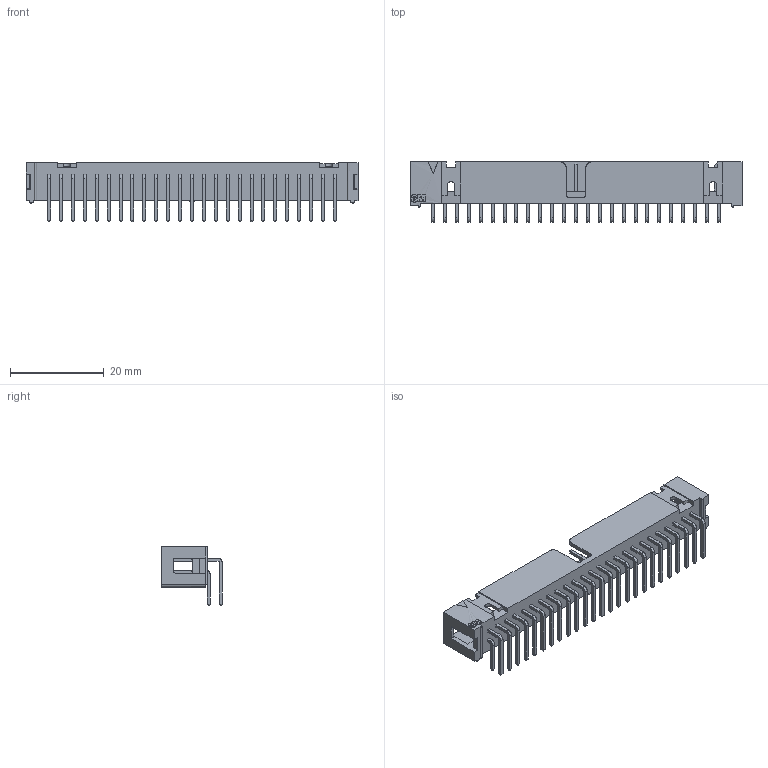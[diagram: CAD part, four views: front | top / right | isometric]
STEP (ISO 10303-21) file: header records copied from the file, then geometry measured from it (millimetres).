
FILE_DESCRIPTION((''),'2;1');
FILE_NAME('3M_N2550-5002RB.stp','2011-03-03T11:37:04',(''),(''),'Mechanical Desktop 2011','Mechanical Desktop 2011',', , ');
FILE_SCHEMA(('AUTOMOTIVE_DESIGN { 1 2 10303 214 1 1 1 1 }'));
Length unit declared in the file: millimetre
Products named in the file (1): Product
Bounding box: 70.82 x 12.85 x 12.67 mm (x, y, z)
Volume: 2411.3 mm3; surface area: 5561 mm2
Topology: 101 solids, 102 shells, 1336 faces, 2998 edges, 1859 vertices
Faces by surface type: plane 1207, cylinder 125, bspline 4
Entity records: 36552 total; most frequent: CARTESIAN_POINT 7590, ORIENTED_EDGE 5992, DIRECTION 5472, EDGE_CURVE 2998, VECTOR 2406, LINE 2406, VERTEX_POINT 1859, AXIS2_PLACEMENT_3D 1533
